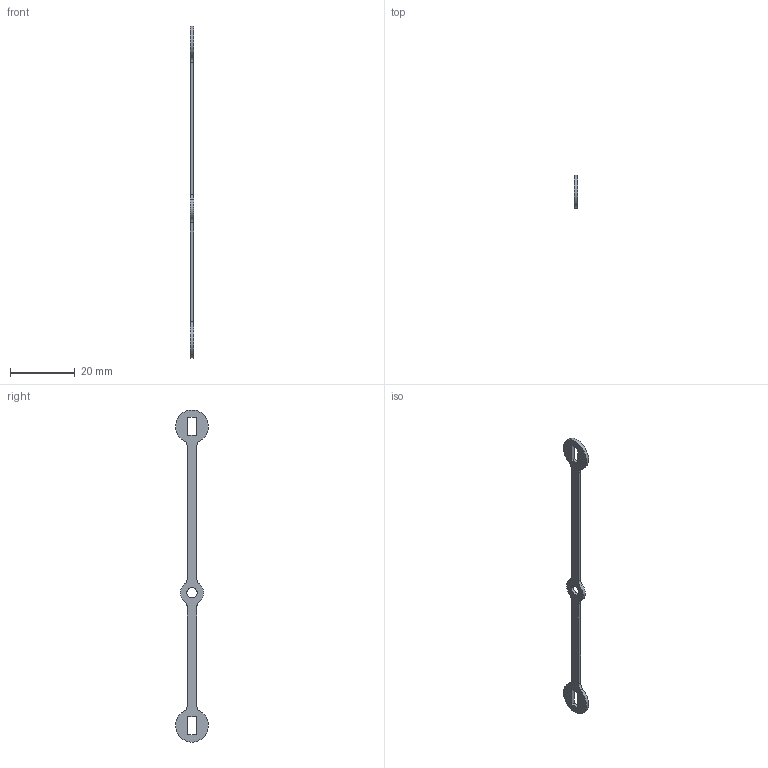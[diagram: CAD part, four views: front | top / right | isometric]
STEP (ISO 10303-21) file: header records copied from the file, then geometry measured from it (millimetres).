
FILE_DESCRIPTION(('CATIA V5 STEP Exchange'),'2;1');
FILE_NAME('Main Support 3.stp','2024-11-23T09:43:06+00:00',('none'),('none'),'CATIA Version 5 Release 20 GA (IN-10)','CATIA V5 STEP AP203','none');
FILE_SCHEMA(('CONFIG_CONTROL_DESIGN'));
Length unit declared in the file: millimetre
Products named in the file (1): Ornithopter
Bounding box: 1 x 10.17 x 102.74 mm (x, y, z)
Volume: 394.7 mm3; surface area: 1057.1 mm2
Topology: 1 solids, 1 shells, 28 faces, 78 edges, 52 vertices
Faces by surface type: cylinder 14, plane 14
Entity records: 911 total; most frequent: ORIENTED_EDGE 156, CARTESIAN_POINT 154, DIRECTION 124, EDGE_CURVE 78, AXIS2_PLACEMENT_3D 52, VERTEX_POINT 52, VECTOR 50, LINE 50
